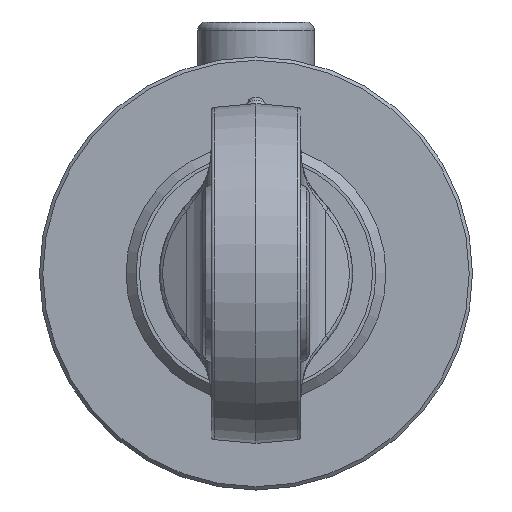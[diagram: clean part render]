
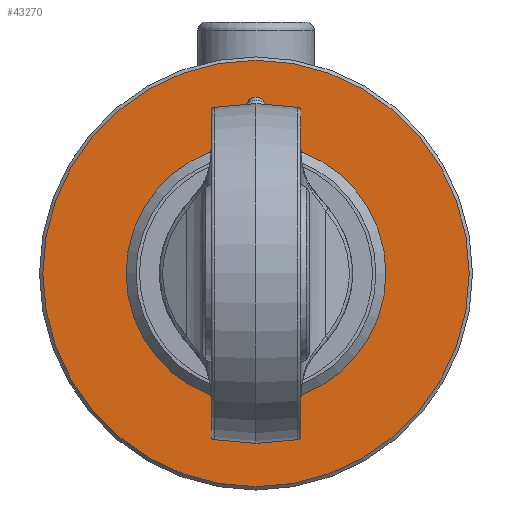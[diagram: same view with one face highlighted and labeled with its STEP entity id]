
A CAD part, front view. The second image highlights one B-rep face of the part: STEP entity #43270.
In plain terms, the highlighted planar face has unit normal (0, -1, 0).
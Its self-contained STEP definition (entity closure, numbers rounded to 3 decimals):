
#43236=CARTESIAN_POINT('',(0.,-322.,64.));
#43237=VERTEX_POINT('',#43236);
#43238=CARTESIAN_POINT('',(0.0,-322.,0.));
#43239=DIRECTION('',(0.0,1.0,0.0));
#43240=DIRECTION('',(0.0,0.0,-1.0));
#43241=AXIS2_PLACEMENT_3D('',#43238,#43239,#43240);
#43242=CIRCLE('',#43241,64.);
#43243=EDGE_CURVE('',#43237,#43237,#43242,.T.);
#43251=CARTESIAN_POINT('',(0.0,-322.,52.));
#43252=DIRECTION('',(0.0,-1.0,0.0));
#43253=DIRECTION('',(0.0,0.0,-1.0));
#43254=AXIS2_PLACEMENT_3D('',#43251,#43252,#43253);
#43255=PLANE('',#43254);
#43256=ORIENTED_EDGE('',*,*,#43243,.F.);
#43257=EDGE_LOOP('',(#43256));
#43258=FACE_OUTER_BOUND('',#43257,.T.);
#43259=CARTESIAN_POINT('',(0.0,-322.,39.));
#43260=VERTEX_POINT('',#43259);
#43261=CARTESIAN_POINT('',(0.0,-322.,0.));
#43262=DIRECTION('',(0.0,1.0,0.0));
#43263=DIRECTION('',(0.0,0.0,1.0));
#43264=AXIS2_PLACEMENT_3D('',#43261,#43262,#43263);
#43265=CIRCLE('',#43264,39.);
#43266=EDGE_CURVE('',#43260,#43260,#43265,.T.);
#43267=ORIENTED_EDGE('',*,*,#43266,.T.);
#43268=EDGE_LOOP('',(#43267));
#43269=FACE_BOUND('',#43268,.T.);
#43270=ADVANCED_FACE('',(#43258,#43269),#43255,.T.);
